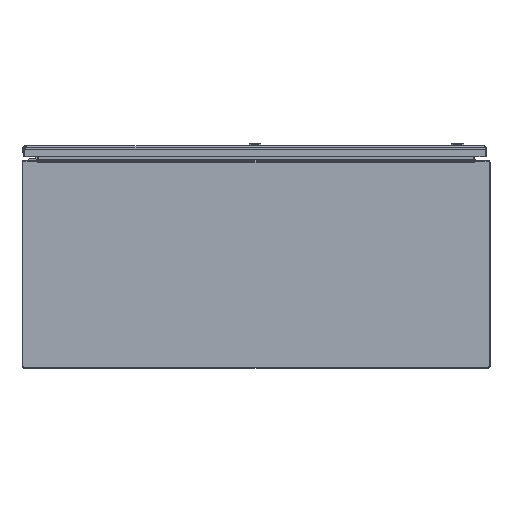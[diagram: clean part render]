
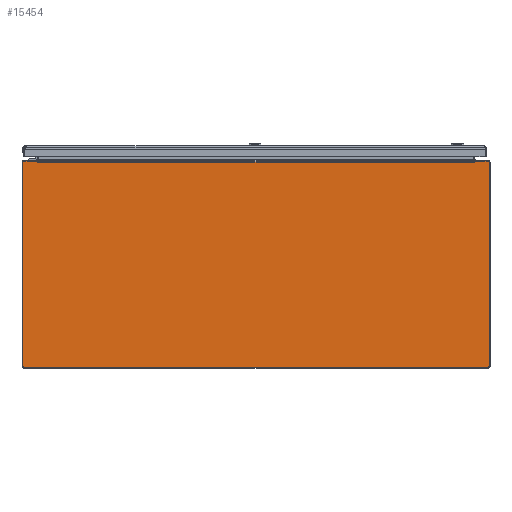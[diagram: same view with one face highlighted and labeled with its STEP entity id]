
A CAD part, front view. The second image highlights one B-rep face of the part: STEP entity #15454.
In plain terms, the highlighted planar face has unit normal (0, -1, 0).
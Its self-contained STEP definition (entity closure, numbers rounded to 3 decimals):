
#1171 = ORIENTED_EDGE ( 'NONE', *, *, #173552, .F. ) ;
#3822 = LINE ( 'NONE', #16687, #28830 ) ;
#4247 = CARTESIAN_POINT ( 'NONE',  ( 17.937, -30., 7.857 ) ) ;
#5780 = ORIENTED_EDGE ( 'NONE', *, *, #30326, .T. ) ;
#5834 = VERTEX_POINT ( 'NONE', #6006 ) ;
#6006 = CARTESIAN_POINT ( 'NONE',  ( -16.798, -30., 7.855 ) ) ;
#7344 = CARTESIAN_POINT ( 'NONE',  ( 17.937, -30., 0. ) ) ;
#8026 = CARTESIAN_POINT ( 'NONE',  ( -17.857, -30., -7.937 ) ) ;
#9064 = CARTESIAN_POINT ( 'NONE',  ( 16.828, -30., 7.937 ) ) ;
#9543 = VECTOR ( 'NONE', #143769, 39.37 ) ;
#12889 = EDGE_CURVE ( 'NONE', #120878, #69219, #151665, .T. ) ;
#13624 = CARTESIAN_POINT ( 'NONE',  ( 0., -30., 7.855 ) ) ;
#14192 = CARTESIAN_POINT ( 'NONE',  ( -17.857, -30., 7.937 ) ) ;
#15454 = ADVANCED_FACE ( 'NONE', ( #160276 ), #80276, .T. ) ;
#16687 = CARTESIAN_POINT ( 'NONE',  ( 0., -30., -7.937 ) ) ;
#17738 = VECTOR ( 'NONE', #87760, 39.37 ) ;
#17884 = CARTESIAN_POINT ( 'NONE',  ( 17.937, -30., -7.857 ) ) ;
#20302 = LINE ( 'NONE', #68668, #9543 ) ;
#20433 = EDGE_CURVE ( 'NONE', #76517, #139204, #36869, .T. ) ;
#21078 = DIRECTION ( 'NONE',  ( 1., 0., 0. ) ) ;
#22696 = CARTESIAN_POINT ( 'NONE',  ( 0., -30., 7.855 ) ) ;
#25596 = DIRECTION ( 'NONE',  ( -1., 0., 0. ) ) ;
#25712 = DIRECTION ( 'NONE',  ( 0., 0., -1. ) ) ;
#25946 = VERTEX_POINT ( 'NONE', #145227 ) ;
#27093 = VECTOR ( 'NONE', #21078, 39.37 ) ;
#28830 = VECTOR ( 'NONE', #76935, 39.37 ) ;
#30326 = EDGE_CURVE ( 'NONE', #92336, #25946, #20302, .T. ) ;
#30527 = VERTEX_POINT ( 'NONE', #14192 ) ;
#30992 = VERTEX_POINT ( 'NONE', #17884 ) ;
#31305 = ORIENTED_EDGE ( 'NONE', *, *, #140718, .T. ) ;
#31455 = DIRECTION ( 'NONE',  ( 1., 0., 0. ) ) ;
#32055 = CIRCLE ( 'NONE', #161606, 0.08 ) ;
#33039 = CARTESIAN_POINT ( 'NONE',  ( 16.828, -30., 7.937 ) ) ;
#35077 = CARTESIAN_POINT ( 'NONE',  ( -17.857, -30., -7.857 ) ) ;
#36869 = LINE ( 'NONE', #157455, #27093 ) ;
#37143 = EDGE_CURVE ( 'NONE', #69219, #101485, #54517, .T. ) ;
#37166 = DIRECTION ( 'NONE',  ( 0., 1., 0. ) ) ;
#39555 = DIRECTION ( 'NONE',  ( 0., 1., 0. ) ) ;
#39817 = CARTESIAN_POINT ( 'NONE',  ( 17.857, -30., 7.857 ) ) ;
#45886 = CARTESIAN_POINT ( 'NONE',  ( 17.857, -30., -7.937 ) ) ;
#47418 = EDGE_CURVE ( 'NONE', #30527, #173475, #136213, .T. ) ;
#50636 = DIRECTION ( 'NONE',  ( 0., -1., 0. ) ) ;
#51484 = CARTESIAN_POINT ( 'NONE',  ( -16.828, -30., 7.937 ) ) ;
#51729 = VERTEX_POINT ( 'NONE', #4247 ) ;
#54065 = AXIS2_PLACEMENT_3D ( 'NONE', #35077, #186259, #63763 ) ;
#54324 = EDGE_CURVE ( 'NONE', #5834, #191647, #99726, .T. ) ;
#54517 = LINE ( 'NONE', #128630, #167595 ) ;
#55319 = ORIENTED_EDGE ( 'NONE', *, *, #193109, .F. ) ;
#55393 = CIRCLE ( 'NONE', #137354, 0.08 ) ;
#62094 = CARTESIAN_POINT ( 'NONE',  ( 0., -30., 7.937 ) ) ;
#63551 = VECTOR ( 'NONE', #125914, 39.37 ) ;
#63763 = DIRECTION ( 'NONE',  ( 0., 0., -1. ) ) ;
#67391 = DIRECTION ( 'NONE',  ( -0.174, 0., -0.985 ) ) ;
#68668 = CARTESIAN_POINT ( 'NONE',  ( 16.806, -30., 7.855 ) ) ;
#68987 = DIRECTION ( 'NONE',  ( -0.174, 0., 0.985 ) ) ;
#69219 = VERTEX_POINT ( 'NONE', #179756 ) ;
#69957 = CARTESIAN_POINT ( 'NONE',  ( -16.814, -30., 7.855 ) ) ;
#71660 = DIRECTION ( 'NONE',  ( 0., 0., -1. ) ) ;
#76517 = VERTEX_POINT ( 'NONE', #33039 ) ;
#76935 = DIRECTION ( 'NONE',  ( -1., 0., 0. ) ) ;
#80276 = PLANE ( 'NONE',  #152375 ) ;
#82189 = LINE ( 'NONE', #9064, #106436 ) ;
#87760 = DIRECTION ( 'NONE',  ( -1., 0., 0. ) ) ;
#92336 = VERTEX_POINT ( 'NONE', #194731 ) ;
#93444 = ORIENTED_EDGE ( 'NONE', *, *, #47418, .F. ) ;
#96143 = ORIENTED_EDGE ( 'NONE', *, *, #20433, .F. ) ;
#97708 = VECTOR ( 'NONE', #68987, 39.37 ) ;
#98870 = EDGE_LOOP ( 'NONE', ( #93444, #153621, #101792, #100768, #184858, #1171, #55319, #178084, #96143, #31305, #5780, #150636, #185096, #118041 ) ) ;
#99726 = LINE ( 'NONE', #22696, #109907 ) ;
#100768 = ORIENTED_EDGE ( 'NONE', *, *, #12889, .F. ) ;
#101485 = VERTEX_POINT ( 'NONE', #143995 ) ;
#101792 = ORIENTED_EDGE ( 'NONE', *, *, #37143, .F. ) ;
#102157 = AXIS2_PLACEMENT_3D ( 'NONE', #146770, #37166, #71660 ) ;
#106436 = VECTOR ( 'NONE', #67391, 39.37 ) ;
#109907 = VECTOR ( 'NONE', #25596, 39.37 ) ;
#112074 = LINE ( 'NONE', #7344, #63551 ) ;
#118041 = ORIENTED_EDGE ( 'NONE', *, *, #167151, .T. ) ;
#120878 = VERTEX_POINT ( 'NONE', #8026 ) ;
#125914 = DIRECTION ( 'NONE',  ( 0., 0., -1. ) ) ;
#128630 = CARTESIAN_POINT ( 'NONE',  ( -17.937, -30., 0. ) ) ;
#131680 = DIRECTION ( 'NONE',  ( 0., 1., 0. ) ) ;
#132149 = LINE ( 'NONE', #69957, #97708 ) ;
#132485 = CARTESIAN_POINT ( 'NONE',  ( -16.814, -30., 7.855 ) ) ;
#133367 = VERTEX_POINT ( 'NONE', #45886 ) ;
#136213 = LINE ( 'NONE', #62094, #149204 ) ;
#137354 = AXIS2_PLACEMENT_3D ( 'NONE', #39817, #131680, #146529 ) ;
#138612 = CARTESIAN_POINT ( 'NONE',  ( 17.857, -30., 7.937 ) ) ;
#139204 = VERTEX_POINT ( 'NONE', #138612 ) ;
#139812 = EDGE_CURVE ( 'NONE', #25946, #5834, #149014, .T. ) ;
#140560 = CARTESIAN_POINT ( 'NONE',  ( 0., -30., 0. ) ) ;
#140718 = EDGE_CURVE ( 'NONE', #76517, #92336, #82189, .T. ) ;
#143769 = DIRECTION ( 'NONE',  ( -1., 0., 0. ) ) ;
#143995 = CARTESIAN_POINT ( 'NONE',  ( -17.937, -30., 7.857 ) ) ;
#145227 = CARTESIAN_POINT ( 'NONE',  ( 16.798, -30., 7.855 ) ) ;
#146529 = DIRECTION ( 'NONE',  ( 0., 0., -1. ) ) ;
#146770 = CARTESIAN_POINT ( 'NONE',  ( -17.857, -30., 7.857 ) ) ;
#149014 = LINE ( 'NONE', #13624, #17738 ) ;
#149204 = VECTOR ( 'NONE', #31455, 39.37 ) ;
#150636 = ORIENTED_EDGE ( 'NONE', *, *, #139812, .T. ) ;
#151665 = CIRCLE ( 'NONE', #54065, 0.08 ) ;
#152375 = AXIS2_PLACEMENT_3D ( 'NONE', #140560, #50636, #171234 ) ;
#153621 = ORIENTED_EDGE ( 'NONE', *, *, #176224, .F. ) ;
#157455 = CARTESIAN_POINT ( 'NONE',  ( 0., -30., 7.937 ) ) ;
#160276 = FACE_OUTER_BOUND ( 'NONE', #98870, .T. ) ;
#160456 = EDGE_CURVE ( 'NONE', #139204, #51729, #55393, .T. ) ;
#161096 = CARTESIAN_POINT ( 'NONE',  ( 17.857, -30., -7.857 ) ) ;
#161606 = AXIS2_PLACEMENT_3D ( 'NONE', #161096, #39555, #25712 ) ;
#167151 = EDGE_CURVE ( 'NONE', #191647, #173475, #132149, .T. ) ;
#167595 = VECTOR ( 'NONE', #190866, 39.37 ) ;
#171234 = DIRECTION ( 'NONE',  ( 0., 0., -1. ) ) ;
#172377 = EDGE_CURVE ( 'NONE', #133367, #120878, #3822, .T. ) ;
#173475 = VERTEX_POINT ( 'NONE', #51484 ) ;
#173552 = EDGE_CURVE ( 'NONE', #30992, #133367, #32055, .T. ) ;
#176224 = EDGE_CURVE ( 'NONE', #101485, #30527, #184152, .T. ) ;
#178084 = ORIENTED_EDGE ( 'NONE', *, *, #160456, .F. ) ;
#179756 = CARTESIAN_POINT ( 'NONE',  ( -17.937, -30., -7.857 ) ) ;
#184152 = CIRCLE ( 'NONE', #102157, 0.08 ) ;
#184858 = ORIENTED_EDGE ( 'NONE', *, *, #172377, .F. ) ;
#185096 = ORIENTED_EDGE ( 'NONE', *, *, #54324, .T. ) ;
#186259 = DIRECTION ( 'NONE',  ( 0., 1., 0. ) ) ;
#190866 = DIRECTION ( 'NONE',  ( 0., 0., 1. ) ) ;
#191647 = VERTEX_POINT ( 'NONE', #132485 ) ;
#193109 = EDGE_CURVE ( 'NONE', #51729, #30992, #112074, .T. ) ;
#194731 = CARTESIAN_POINT ( 'NONE',  ( 16.814, -30., 7.855 ) ) ;
